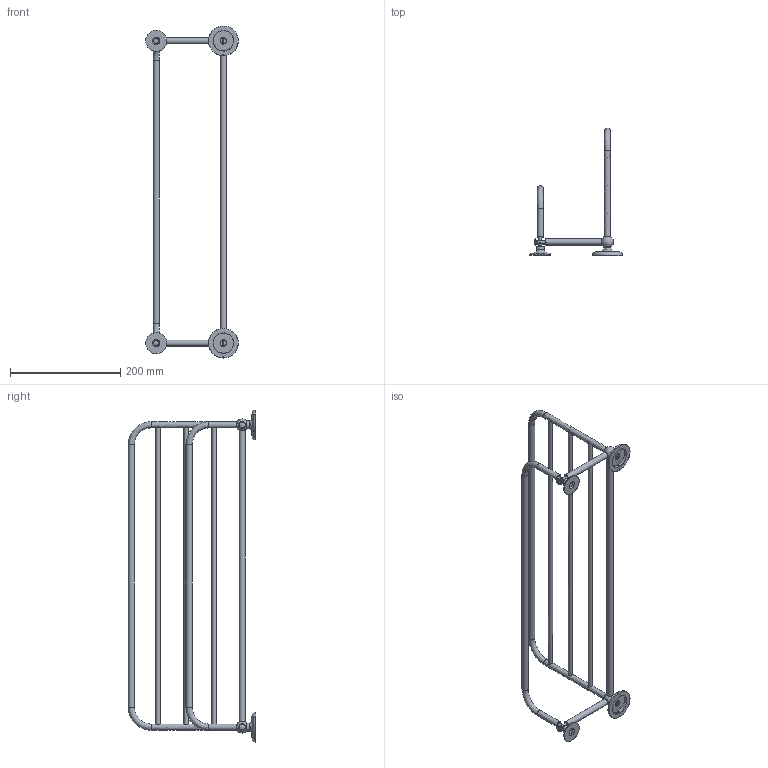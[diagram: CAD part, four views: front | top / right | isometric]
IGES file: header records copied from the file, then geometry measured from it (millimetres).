
Global section: file name: N1737-A; native system: Autodesk Inventor 2018; preprocessor: unknown; author: adaniels; date: 20190705.122604; units: millimetre
Bounding box: 167.7 x 230.98 x 601.95 mm (x, y, z)
Volume: 350350 mm3; surface area: 155720 mm2
Topology: 21 solids, 21 shells, 223 faces, 603 edges, 418 vertices
Faces by surface type: bspline 223
